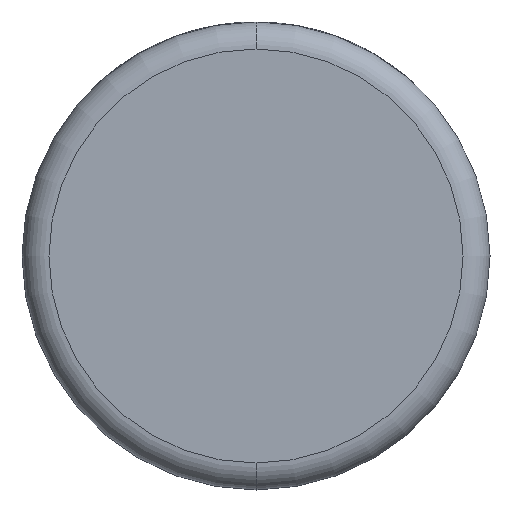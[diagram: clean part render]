
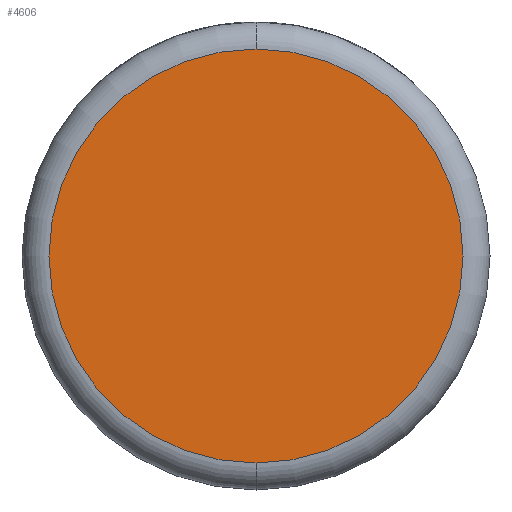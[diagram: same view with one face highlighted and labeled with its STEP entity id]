
A CAD part, front view. The second image highlights one B-rep face of the part: STEP entity #4606.
In plain terms, the highlighted planar face has unit normal (0, -1, 0).
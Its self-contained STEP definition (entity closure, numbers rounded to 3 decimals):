
#275 = FACE_OUTER_BOUND ( 'NONE', #4007, .T. ) ;
#488 = CARTESIAN_POINT ( 'NONE',  ( 0., 0., -11.502 ) ) ;
#584 = CARTESIAN_POINT ( 'NONE',  ( 0., 0., 11.502 ) ) ;
#722 = DIRECTION ( 'NONE',  ( 0., 0., 1. ) ) ;
#952 = PLANE ( 'NONE',  #2871 ) ;
#991 = ORIENTED_EDGE ( 'NONE', *, *, #4629, .T. ) ;
#1055 = DIRECTION ( 'NONE',  ( 0., 1., 0. ) ) ;
#1077 = AXIS2_PLACEMENT_3D ( 'NONE', #1502, #3672, #722 ) ;
#1183 = DIRECTION ( 'NONE',  ( 0., -1., 0. ) ) ;
#1502 = CARTESIAN_POINT ( 'NONE',  ( 0., 0., 0. ) ) ;
#1543 = CIRCLE ( 'NONE', #1077, 11.502 ) ;
#1585 = DIRECTION ( 'NONE',  ( 0., 0., 1. ) ) ;
#1734 = CARTESIAN_POINT ( 'NONE',  ( 0., 0., 0. ) ) ;
#2200 = AXIS2_PLACEMENT_3D ( 'NONE', #3799, #1183, #1585 ) ;
#2871 = AXIS2_PLACEMENT_3D ( 'NONE', #1734, #1055, #4446 ) ;
#3122 = ORIENTED_EDGE ( 'NONE', *, *, #4073, .T. ) ;
#3149 = CIRCLE ( 'NONE', #2200, 11.502 ) ;
#3672 = DIRECTION ( 'NONE',  ( 0., -1., 0. ) ) ;
#3799 = CARTESIAN_POINT ( 'NONE',  ( 0., 0., 0. ) ) ;
#4007 = EDGE_LOOP ( 'NONE', ( #991, #3122 ) ) ;
#4073 = EDGE_CURVE ( 'NONE', #4287, #4379, #1543, .T. ) ;
#4287 = VERTEX_POINT ( 'NONE', #488 ) ;
#4379 = VERTEX_POINT ( 'NONE', #584 ) ;
#4446 = DIRECTION ( 'NONE',  ( 0., 0., 1. ) ) ;
#4606 = ADVANCED_FACE ( 'NONE', ( #275 ), #952, .F. ) ;
#4629 = EDGE_CURVE ( 'NONE', #4379, #4287, #3149, .T. ) ;
